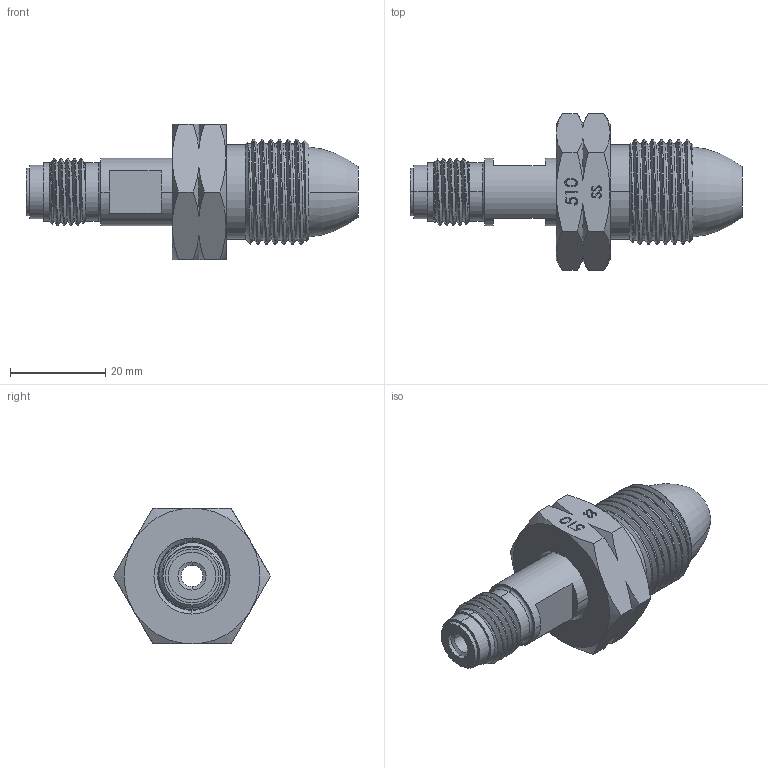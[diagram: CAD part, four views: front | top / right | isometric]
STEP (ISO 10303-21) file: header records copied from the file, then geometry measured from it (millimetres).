
FILE_DESCRIPTION (( 'STEP AP203' ), '1' );
FILE_NAME ('INL-510SS-4MFS-44.STEP', '2025-01-09T13:18:02', ( '' ), ( '' ), 'SwSTEP 2.0', 'SolidWorks 2018', '' );
FILE_SCHEMA (( 'CONFIG_CONTROL_DESIGN' ));
Length unit declared in the file: inch
Products named in the file (1): INL-510SS-4MFS-44
Bounding box: 69.85 x 33 x 28.57 mm (x, y, z)
Volume: 18706.7 mm3; surface area: 9856.1 mm2
Topology: 2 solids, 2 shells, 188 faces, 484 edges, 311 vertices
Faces by surface type: bspline 53, cone 43, plane 43, cylinder 41, torus 8
Entity records: 11824 total; most frequent: CARTESIAN_POINT 7716, ORIENTED_EDGE 968, DIRECTION 641, EDGE_CURVE 484, VERTEX_POINT 311, AXIS2_PLACEMENT_3D 233, EDGE_LOOP 203, FACE_OUTER_BOUND 188
